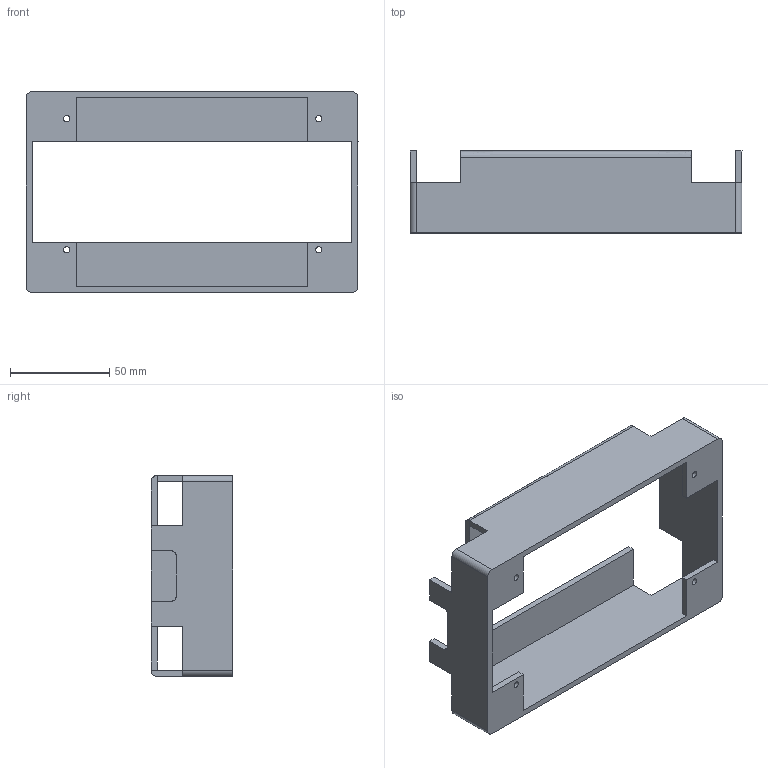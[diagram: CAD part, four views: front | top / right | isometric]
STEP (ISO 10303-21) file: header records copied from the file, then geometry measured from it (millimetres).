
FILE_DESCRIPTION(/* description */ (''),/* implementation_level */ '2;1');
FILE_NAME(/* name */ 'conference_sign_enclosure v1.step',/* time_stamp */ '2017-11-27T12:33:38-07:00',/* author */ ('NPoole553ER'),/* organization */ (''),/* preprocessor_version */ 'ST-DEVELOPER v16.13',/* originating_system */ 'Autodesk Translation Framework v6.5.0.72',/* authorisation */ '');
FILE_SCHEMA (('AUTOMOTIVE_DESIGN { 1 0 10303 214 3 1 1 }'));
Length unit declared in the file: inch
Products named in the file (1): conference_sign_enclosure
Bounding box: 167.45 x 41.28 x 101.37 mm (x, y, z)
Volume: 80039.4 mm3; surface area: 55352 mm2
Topology: 1 solids, 1 shells, 62 faces, 177 edges, 116 vertices
Faces by surface type: plane 50, cylinder 11, bspline 1
Full cylindrical faces by diameter (mm): 3.165 x4
Entity records: 2075 total; most frequent: CARTESIAN_POINT 390, ORIENTED_EDGE 354, DIRECTION 320, EDGE_CURVE 177, LINE 152, VECTOR 152, VERTEX_POINT 116, AXIS2_PLACEMENT_3D 84
